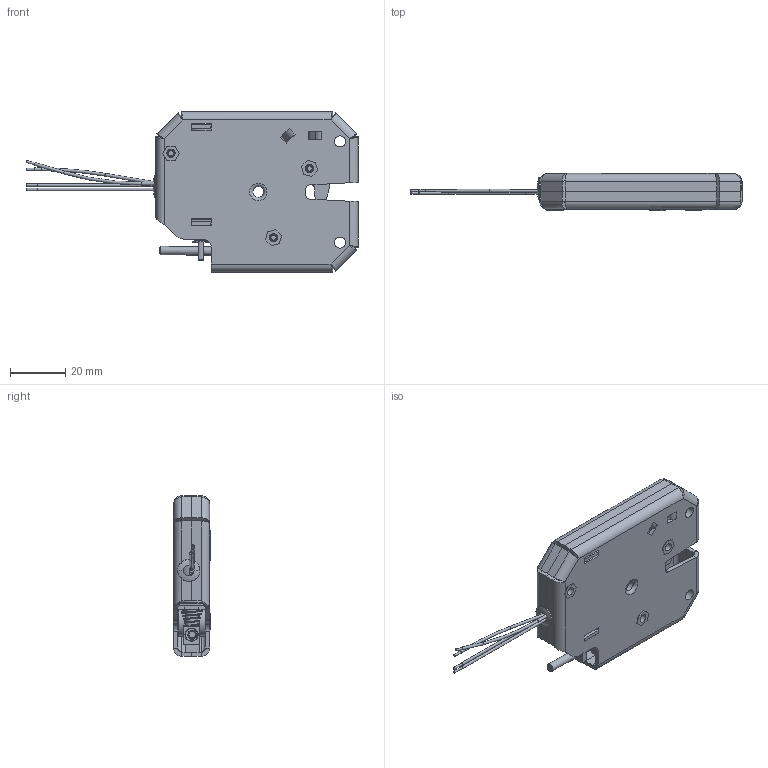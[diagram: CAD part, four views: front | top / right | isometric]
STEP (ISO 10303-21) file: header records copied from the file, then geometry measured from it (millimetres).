
FILE_DESCRIPTION(/* description */ (''),/* implementation_level */ '2;1');
FILE_NAME(/* name */ 'LNL-77E-5873_Shrinkwrap_1.stp',/* time_stamp */ '2022-01-31T14:12:23-06:00',/* author */ ('mpekovitch'),/* organization */ (''),/* preprocessor_version */ 'ST-DEVELOPER v18.1',/* originating_system */ 'Autodesk Inventor 2020',/* authorisation */ '');
FILE_SCHEMA (('AUTOMOTIVE_DESIGN { 1 0 10303 214 3 1 1 }'));
Length unit declared in the file: inch
Products named in the file (1): lnl-77e-5873_Shrinkwrap_1
Bounding box: 119.85 x 13.3 x 58 mm (x, y, z)
Volume: 21381.5 mm3; surface area: 29097.8 mm2
Topology: 19 solids, 19 shells, 695 faces, 1758 edges, 1095 vertices
Faces by surface type: plane 374, cylinder 192, bspline 81, torus 30, cone 18
Full cylindrical faces by diameter (mm): 0.8 x4, 1 x17, 1.8 x3, 2.5 x26, 2.55 x2, 3 x5, 3.2 x1, 3.8 x1, 4 x9, 4.4 x1, 4.5 x2, 4.7 x1, 4.9 x5, 5 x5, 5.05 x1, 5.45 x1, 5.8 x2, 6 x1, 8 x2, 8.971 x1, 9 x1, 9.8 x1, 10 x1
Entity records: 35136 total; most frequent: CARTESIAN_POINT 17852, ORIENTED_EDGE 3516, DIRECTION 3249, EDGE_CURVE 1758, AXIS2_PLACEMENT_3D 1099, VERTEX_POINT 1095, LINE 1051, VECTOR 1051
